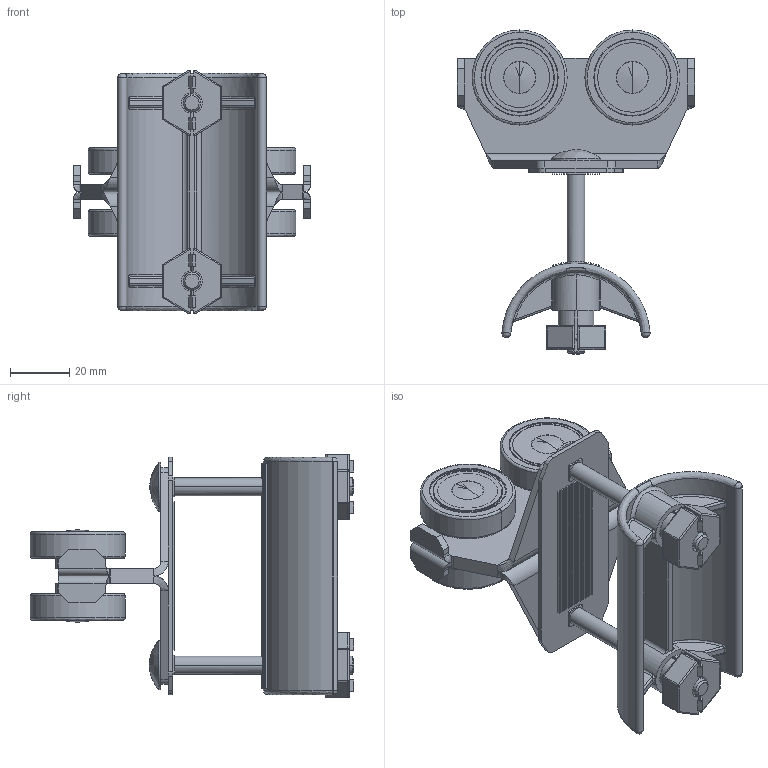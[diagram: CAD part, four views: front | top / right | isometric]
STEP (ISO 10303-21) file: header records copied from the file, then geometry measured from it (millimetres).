
FILE_DESCRIPTION (( 'STEP AP214' ), '1' );
FILE_NAME ('0020679.step', '2022-08-31T12:51:46', ( '' ), ( '' ), 'SwSTEP 2.0', 'SolidWorks 2020', '' );
FILE_SCHEMA (( 'AUTOMOTIVE_DESIGN' ));
Length unit declared in the file: inch
Products named in the file (1): 0020679
Bounding box: 80 x 109.03 x 82.09 mm (x, y, z)
Volume: 88140.8 mm3; surface area: 52407.9 mm2
Topology: 1 solids, 8 shells, 928 faces, 2248 edges, 1325 vertices
Faces by surface type: plane 522, cylinder 264, bspline 106, cone 36
Entity records: 47657 total; most frequent: CARTESIAN_POINT 14605, ORIENTED_EDGE 4434, DIRECTION 4304, EDGE_CURVE 2217, AXIS2_PLACEMENT_3D 1527, VERTEX_POINT 1325, LINE 1250, VECTOR 1250
